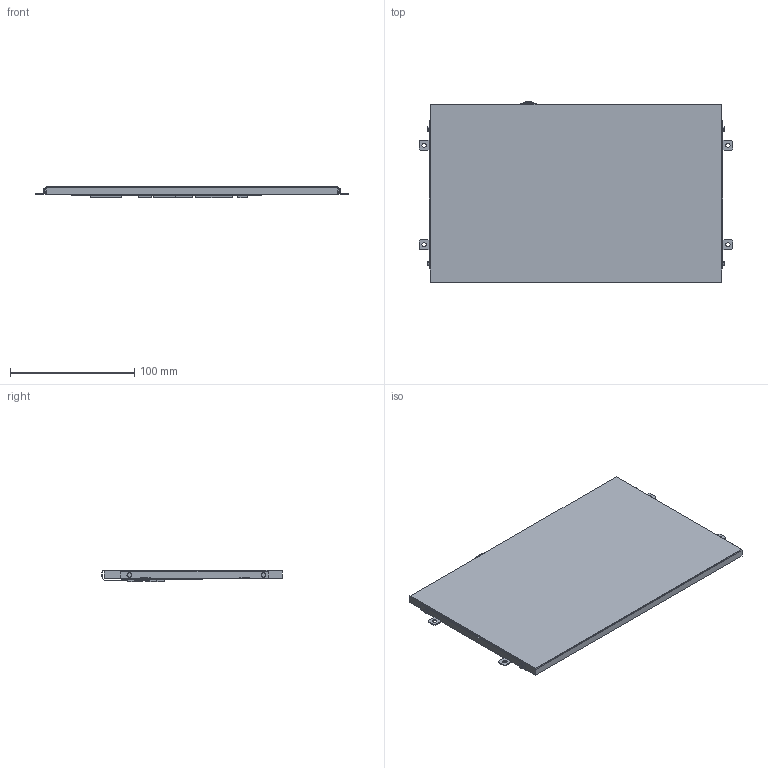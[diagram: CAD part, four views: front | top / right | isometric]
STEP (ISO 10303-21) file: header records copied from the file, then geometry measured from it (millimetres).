
FILE_DESCRIPTION((''),'2;1');
FILE_NAME('Open CASCADE Shape Model','2024-02-14T14:29:47',('LJ'),(''), 'Open CASCADE STEP processor 7.6','InStep V2.2','Unknown');
FILE_SCHEMA(('AUTOMOTIVE_DESIGN_CC2 { 1 2 10303 214 -1 1 5 4 }'));
Length unit declared in the file: millimetre
Products named in the file (9): 1060A_edit_stl; SOLID; SHELL
Assembly tree (8 placements, depth 2):
  1060A_edit_stl
    SOLID
    SOLID
    SOLID
    SOLID
    SHELL
    SHELL
    SHELL
    SHELL
Bounding box: 252.6 x 145 x 9.5 mm (x, y, z)
Volume: 251555.1 mm3; surface area: 184829.8 mm2
Topology: 4 solids, 9 shells, 702 faces, 1309 edges, 639 vertices
Faces by surface type: plane 702
Entity records: 16299 total; most frequent: DIRECTION 2731, CARTESIAN_POINT 2659, ORIENTED_EDGE 2599, EDGE_CURVE 1309, LINE 1309, VECTOR 1309, FACE_BOUND 722, EDGE_LOOP 722
